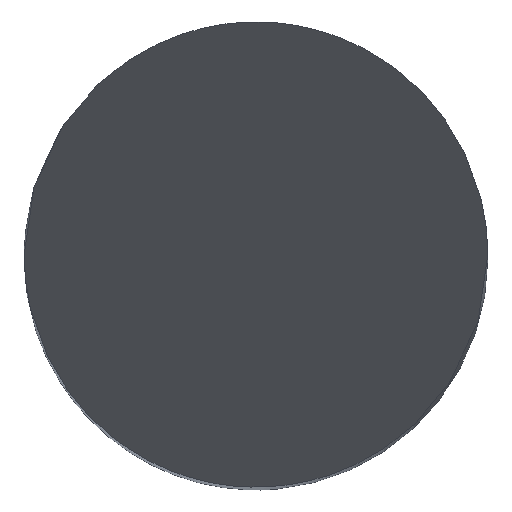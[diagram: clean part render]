
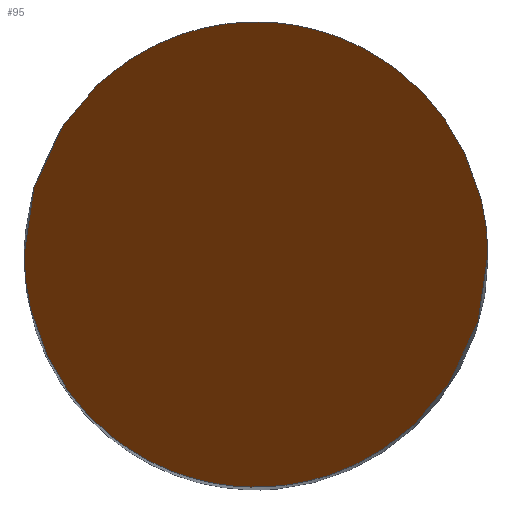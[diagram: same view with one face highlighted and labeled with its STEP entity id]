
A CAD part, top view. The second image highlights one B-rep face of the part: STEP entity #95.
In plain terms, the highlighted planar face has unit normal (0, -0.866, 0.5).
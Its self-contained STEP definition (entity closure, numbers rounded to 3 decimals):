
#95=ADVANCED_FACE('',(#139),#119,.F.);
#119=PLANE('',#665);
#139=FACE_OUTER_BOUND('',#174,.T.);
#174=EDGE_LOOP('',(#319,#320));
#319=ORIENTED_EDGE('',*,*,#498,.F.);
#320=ORIENTED_EDGE('',*,*,#520,.F.);
#439=VERTEX_POINT('',#1223);
#440=VERTEX_POINT('',#1224);
#498=EDGE_CURVE('',#439,#440,#598,.T.);
#520=EDGE_CURVE('',#440,#439,#601,.T.);
#598=(
BOUNDED_CURVE()
B_SPLINE_CURVE(3,(#1219,#1220,#1221,#1222),.UNSPECIFIED.,.F.,.F.)
B_SPLINE_CURVE_WITH_KNOTS((4,4),(0.,1.),.UNSPECIFIED.)
CURVE()
GEOMETRIC_REPRESENTATION_ITEM()
RATIONAL_B_SPLINE_CURVE((1.,0.333,0.333,1.))
REPRESENTATION_ITEM('')
);
#601=(
BOUNDED_CURVE()
B_SPLINE_CURVE(3,(#1331,#1332,#1333,#1334),.UNSPECIFIED.,.F.,.F.)
B_SPLINE_CURVE_WITH_KNOTS((4,4),(0.,1.),.UNSPECIFIED.)
CURVE()
GEOMETRIC_REPRESENTATION_ITEM()
RATIONAL_B_SPLINE_CURVE((1.,0.333,0.333,1.))
REPRESENTATION_ITEM('')
);
#665=AXIS2_PLACEMENT_3D('',#1352,#748,#749);
#748=DIRECTION('',(0.,0.866,-0.5));
#749=DIRECTION('',(0.,-0.5,-0.866));
#1219=CARTESIAN_POINT('',(-2.,0.,0.));
#1220=CARTESIAN_POINT('',(-2.,4.,6.928));
#1221=CARTESIAN_POINT('',(2.,4.,6.928));
#1222=CARTESIAN_POINT('',(2.,0.,0.));
#1223=CARTESIAN_POINT('',(-2.,0.,0.));
#1224=CARTESIAN_POINT('',(2.,0.,0.));
#1331=CARTESIAN_POINT('',(2.,0.,0.));
#1332=CARTESIAN_POINT('',(2.,-4.,-6.928));
#1333=CARTESIAN_POINT('',(-2.,-4.,-6.928));
#1334=CARTESIAN_POINT('',(-2.,0.,0.));
#1352=CARTESIAN_POINT('',(2.,2.,3.464));
